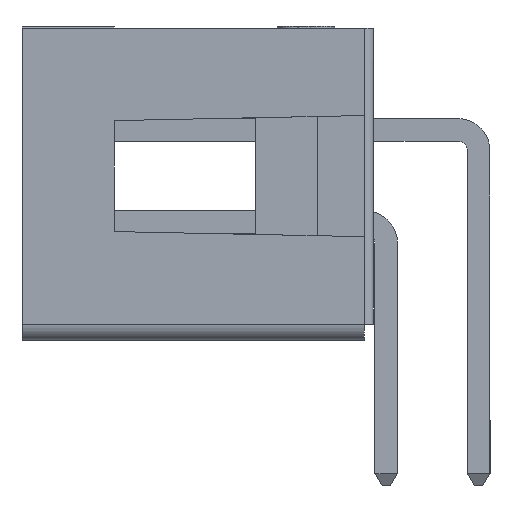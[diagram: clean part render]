
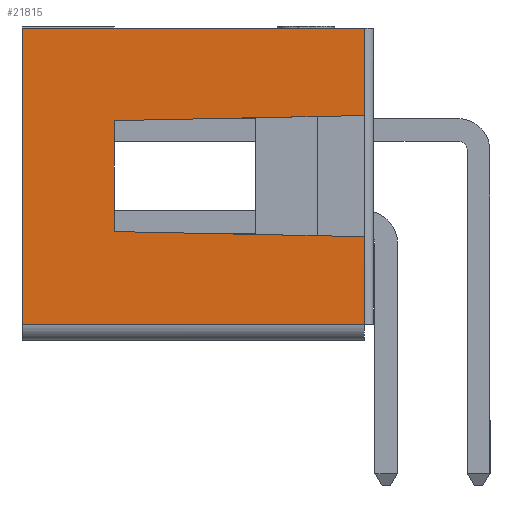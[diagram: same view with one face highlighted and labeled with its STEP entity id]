
A CAD part, left-side view. The second image highlights one B-rep face of the part: STEP entity #21815.
In plain terms, the highlighted planar face has unit normal (-1, 0, 0).
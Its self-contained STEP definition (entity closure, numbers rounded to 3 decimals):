
#19129=CARTESIAN_POINT('',(-20.164,8.74,6.045));
#19130=VERTEX_POINT('',#19129);
#19140=CARTESIAN_POINT('',(-20.164,8.74,2.997));
#19141=VERTEX_POINT('',#19140);
#19142=CARTESIAN_POINT('',(-20.164,8.74,2.997));
#19143=CARTESIAN_POINT('',(-20.164,8.74,4.013));
#19144=CARTESIAN_POINT('',(-20.164,8.74,5.029));
#19145=CARTESIAN_POINT('',(-20.164,8.74,6.045));
#19146=QUASI_UNIFORM_CURVE('',3,(#19142,#19143,#19144,#19145),.UNSPECIFIED.,.F.,.U.);
#19147=EDGE_CURVE('',#19141,#19130,#19146,.T.);
#19390=CARTESIAN_POINT('',(-20.164,1.882,0.457));
#19391=VERTEX_POINT('',#19390);
#19399=CARTESIAN_POINT('',(-20.164,11.28,0.457));
#19400=VERTEX_POINT('',#19399);
#19401=CARTESIAN_POINT('',(-20.164,11.28,0.457));
#19402=CARTESIAN_POINT('',(-20.164,8.147,0.457));
#19403=CARTESIAN_POINT('',(-20.164,5.014,0.457));
#19404=CARTESIAN_POINT('',(-20.164,1.882,0.457));
#19405=QUASI_UNIFORM_CURVE('',3,(#19401,#19402,#19403,#19404),.UNSPECIFIED.,.F.,.U.);
#19406=EDGE_CURVE('',#19400,#19391,#19405,.T.);
#19947=CARTESIAN_POINT('',(-20.164,1.882,6.185));
#19948=VERTEX_POINT('',#19947);
#19956=CARTESIAN_POINT('',(-20.164,8.74,6.045));
#19957=CARTESIAN_POINT('',(-20.164,6.454,6.092));
#19958=CARTESIAN_POINT('',(-20.164,4.168,6.138));
#19959=CARTESIAN_POINT('',(-20.164,1.882,6.185));
#19960=QUASI_UNIFORM_CURVE('',3,(#19956,#19957,#19958,#19959),.UNSPECIFIED.,.F.,.U.);
#19961=EDGE_CURVE('',#19130,#19948,#19960,.T.);
#20045=CARTESIAN_POINT('',(-20.164,1.882,2.858));
#20046=VERTEX_POINT('',#20045);
#20047=CARTESIAN_POINT('',(-20.164,1.882,2.858));
#20048=CARTESIAN_POINT('',(-20.164,4.168,2.904));
#20049=CARTESIAN_POINT('',(-20.164,6.454,2.951));
#20050=CARTESIAN_POINT('',(-20.164,8.74,2.997));
#20051=QUASI_UNIFORM_CURVE('',3,(#20047,#20048,#20049,#20050),.UNSPECIFIED.,.F.,.U.);
#20052=EDGE_CURVE('',#20046,#19141,#20051,.T.);
#21755=CARTESIAN_POINT('',(-20.164,1.882,8.585));
#21756=VERTEX_POINT('',#21755);
#21764=CARTESIAN_POINT('',(-20.164,1.882,6.185));
#21765=CARTESIAN_POINT('',(-20.164,1.882,6.985));
#21766=CARTESIAN_POINT('',(-20.164,1.882,7.785));
#21767=CARTESIAN_POINT('',(-20.164,1.882,8.585));
#21768=QUASI_UNIFORM_CURVE('',3,(#21764,#21765,#21766,#21767),.UNSPECIFIED.,.F.,.U.);
#21769=EDGE_CURVE('',#19948,#21756,#21768,.T.);
#21774=CARTESIAN_POINT('',(-20.164,1.882,0.457));
#21775=CARTESIAN_POINT('',(-20.164,1.882,1.257));
#21776=CARTESIAN_POINT('',(-20.164,1.882,2.057));
#21777=CARTESIAN_POINT('',(-20.164,1.882,2.858));
#21778=QUASI_UNIFORM_CURVE('',3,(#21774,#21775,#21776,#21777),.UNSPECIFIED.,.F.,.U.);
#21779=EDGE_CURVE('',#19391,#20046,#21778,.T.);
#21786=CARTESIAN_POINT('',(-20.164,11.75,0.051));
#21787=DIRECTION('',(-1.0,0.0,0.0));
#21788=DIRECTION('',(0.0,-1.0,0.0));
#21789=AXIS2_PLACEMENT_3D('',#21786,#21787,#21788);
#21790=PLANE('',#21789);
#21791=ORIENTED_EDGE('',*,*,#19961,.T.);
#21792=ORIENTED_EDGE('',*,*,#21769,.T.);
#21793=CARTESIAN_POINT('',(-20.164,11.28,8.585));
#21794=VERTEX_POINT('',#21793);
#21795=CARTESIAN_POINT('',(-20.164,1.882,8.585));
#21796=CARTESIAN_POINT('',(-20.164,5.014,8.585));
#21797=CARTESIAN_POINT('',(-20.164,8.147,8.585));
#21798=CARTESIAN_POINT('',(-20.164,11.28,8.585));
#21799=QUASI_UNIFORM_CURVE('',3,(#21795,#21796,#21797,#21798),.UNSPECIFIED.,.F.,.U.);
#21800=EDGE_CURVE('',#21756,#21794,#21799,.T.);
#21801=ORIENTED_EDGE('',*,*,#21800,.T.);
#21802=CARTESIAN_POINT('',(-20.164,11.28,0.457));
#21803=CARTESIAN_POINT('',(-20.164,11.28,3.167));
#21804=CARTESIAN_POINT('',(-20.164,11.28,5.876));
#21805=CARTESIAN_POINT('',(-20.164,11.28,8.585));
#21806=QUASI_UNIFORM_CURVE('',3,(#21802,#21803,#21804,#21805),.UNSPECIFIED.,.F.,.U.);
#21807=EDGE_CURVE('',#19400,#21794,#21806,.T.);
#21808=ORIENTED_EDGE('',*,*,#21807,.F.);
#21809=ORIENTED_EDGE('',*,*,#19406,.T.);
#21810=ORIENTED_EDGE('',*,*,#21779,.T.);
#21811=ORIENTED_EDGE('',*,*,#20052,.T.);
#21812=ORIENTED_EDGE('',*,*,#19147,.T.);
#21813=EDGE_LOOP('',(#21791,#21792,#21801,#21808,#21809,#21810,#21811,#21812));
#21814=FACE_OUTER_BOUND('',#21813,.T.);
#21815=ADVANCED_FACE('',(#21814),#21790,.T.);
